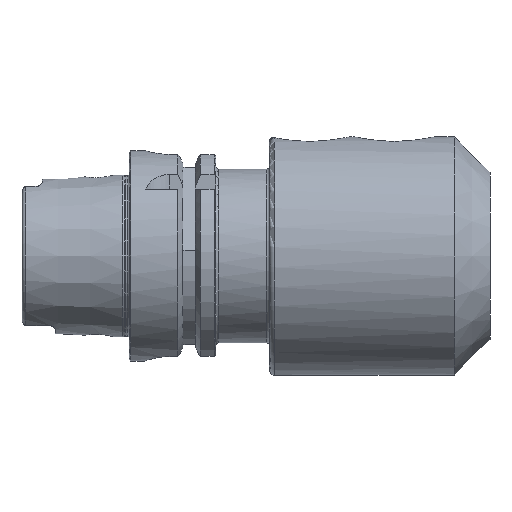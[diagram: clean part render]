
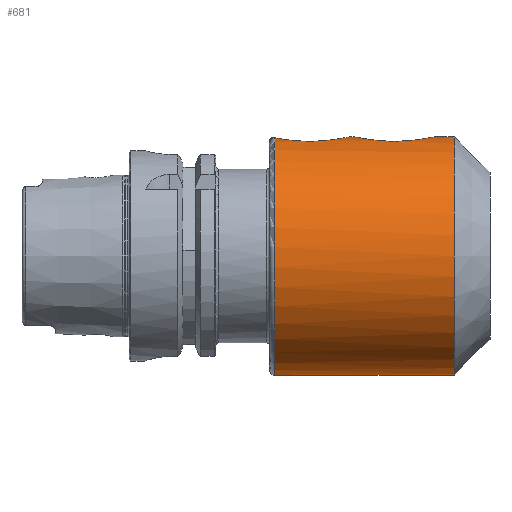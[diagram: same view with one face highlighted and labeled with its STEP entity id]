
A CAD part, front view. The second image highlights one B-rep face of the part: STEP entity #681.
In plain terms, the highlighted cylindrical face has radius 35.725 mm (diameter 71.45 mm), a full revolution.
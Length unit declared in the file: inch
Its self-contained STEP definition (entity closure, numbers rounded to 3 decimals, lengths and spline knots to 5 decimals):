
#135=CARTESIAN_POINT('',(1.71354,-0.2018,1.39195));
#136=VERTEX_POINT('',#135);
#137=CARTESIAN_POINT('',(1.71354,0.2018,1.39195));
#138=VERTEX_POINT('',#137);
#158=CARTESIAN_POINT('',(1.71354,0.0,0.0));
#159=DIRECTION('',(-1.0,0.0,0.0));
#160=DIRECTION('',(0.0,0.0,-1.0));
#161=AXIS2_PLACEMENT_3D('',#158,#159,#160);
#162=CIRCLE('',#161,1.4065);
#163=EDGE_CURVE('',#138,#136,#162,.T.);
#185=CARTESIAN_POINT('',(2.6075,0.,1.4065));
#186=VERTEX_POINT('',#185);
#187=CARTESIAN_POINT('',(2.6075,0.,1.4065));
#188=CARTESIAN_POINT('',(2.6075,-0.02836,1.4065));
#189=CARTESIAN_POINT('',(2.60351,-0.05704,1.40562));
#190=CARTESIAN_POINT('',(2.58775,-0.11279,1.40225));
#191=CARTESIAN_POINT('',(2.57598,-0.13987,1.39976));
#192=CARTESIAN_POINT('',(2.53119,-0.21587,1.39077));
#193=CARTESIAN_POINT('',(2.4882,-0.25952,1.38275));
#194=CARTESIAN_POINT('',(2.39898,-0.32319,1.36923));
#195=CARTESIAN_POINT('',(2.34688,-0.3489,1.36265));
#196=CARTESIAN_POINT('',(2.23675,-0.38256,1.35359));
#197=CARTESIAN_POINT('',(2.17871,-0.39048,1.35121));
#198=CARTESIAN_POINT('',(2.07129,-0.39048,1.35121));
#199=CARTESIAN_POINT('',(2.01325,-0.38256,1.35359));
#200=CARTESIAN_POINT('',(1.90312,-0.3489,1.36265));
#201=CARTESIAN_POINT('',(1.85102,-0.32319,1.36923));
#202=CARTESIAN_POINT('',(1.77324,-0.26768,1.38102));
#203=CARTESIAN_POINT('',(1.74032,-0.23707,1.38683));
#204=CARTESIAN_POINT('',(1.71354,-0.2018,1.39195));
#205=B_SPLINE_CURVE_WITH_KNOTS('',3,(#187,#188,#189,#190,#191,#192,#193,#194,#195,#196,#197,#198,#199,#200,#201,#202,#203,#204),.UNSPECIFIED.,.F.,.U.,(4,2,2,2,2,2,2,2,4),(8.41541,8.63154,8.84766,9.2799,9.6892,10.0985,10.50779,10.91709,11.24148),.UNSPECIFIED.);
#206=EDGE_CURVE('',#186,#136,#205,.T.);
#208=CARTESIAN_POINT('',(1.71354,0.2018,1.39195));
#209=CARTESIAN_POINT('',(1.74032,0.23707,1.38683));
#210=CARTESIAN_POINT('',(1.77324,0.26768,1.38102));
#211=CARTESIAN_POINT('',(1.85102,0.32319,1.36923));
#212=CARTESIAN_POINT('',(1.90312,0.3489,1.36265));
#213=CARTESIAN_POINT('',(2.01325,0.38256,1.35359));
#214=CARTESIAN_POINT('',(2.07129,0.39048,1.35121));
#215=CARTESIAN_POINT('',(2.125,0.39048,1.35121));
#216=CARTESIAN_POINT('',(2.17871,0.39048,1.35121));
#217=CARTESIAN_POINT('',(2.23675,0.38256,1.35359));
#218=CARTESIAN_POINT('',(2.34688,0.3489,1.36265));
#219=CARTESIAN_POINT('',(2.39898,0.32319,1.36923));
#220=CARTESIAN_POINT('',(2.4882,0.25952,1.38275));
#221=CARTESIAN_POINT('',(2.53119,0.21587,1.39077));
#222=CARTESIAN_POINT('',(2.57598,0.13987,1.39976));
#223=CARTESIAN_POINT('',(2.58775,0.11279,1.40225));
#224=CARTESIAN_POINT('',(2.60351,0.05704,1.40562));
#225=CARTESIAN_POINT('',(2.6075,0.02836,1.4065));
#226=CARTESIAN_POINT('',(2.6075,0.,1.4065));
#227=B_SPLINE_CURVE_WITH_KNOTS('',3,(#208,#209,#210,#211,#212,#213,#214,#215,#216,#217,#218,#219,#220,#221,#222,#223,#224,#225,#226),.UNSPECIFIED.,.F.,.U.,(4,2,2,3,2,2,2,2,4),(5.58935,5.91374,6.32303,6.73233,7.14163,7.55093,7.98317,8.19929,8.41541),.UNSPECIFIED.);
#228=EDGE_CURVE('',#138,#186,#227,.T.);
#510=CARTESIAN_POINT('',(3.6075,0.,1.4065));
#511=VERTEX_POINT('',#510);
#512=CARTESIAN_POINT('',(2.6425,0.,1.4065));
#513=VERTEX_POINT('',#512);
#514=CARTESIAN_POINT('',(3.6075,0.,1.4065));
#515=CARTESIAN_POINT('',(3.6075,-0.02836,1.4065));
#516=CARTESIAN_POINT('',(3.60351,-0.05704,1.40562));
#517=CARTESIAN_POINT('',(3.58775,-0.11279,1.40225));
#518=CARTESIAN_POINT('',(3.57598,-0.13987,1.39976));
#519=CARTESIAN_POINT('',(3.53119,-0.21587,1.39077));
#520=CARTESIAN_POINT('',(3.4882,-0.25952,1.38275));
#521=CARTESIAN_POINT('',(3.39898,-0.32319,1.36923));
#522=CARTESIAN_POINT('',(3.34688,-0.3489,1.36265));
#523=CARTESIAN_POINT('',(3.23675,-0.38256,1.35359));
#524=CARTESIAN_POINT('',(3.17871,-0.39048,1.35121));
#525=CARTESIAN_POINT('',(3.07129,-0.39048,1.35121));
#526=CARTESIAN_POINT('',(3.01325,-0.38256,1.35359));
#527=CARTESIAN_POINT('',(2.90312,-0.3489,1.36265));
#528=CARTESIAN_POINT('',(2.85102,-0.32319,1.36923));
#529=CARTESIAN_POINT('',(2.7618,-0.25952,1.38275));
#530=CARTESIAN_POINT('',(2.71881,-0.21587,1.39077));
#531=CARTESIAN_POINT('',(2.67402,-0.13987,1.39976));
#532=CARTESIAN_POINT('',(2.66225,-0.11279,1.40225));
#533=CARTESIAN_POINT('',(2.64649,-0.05704,1.40562));
#534=CARTESIAN_POINT('',(2.6425,-0.02836,1.4065));
#535=CARTESIAN_POINT('',(2.6425,0.,1.4065));
#536=B_SPLINE_CURVE_WITH_KNOTS('',3,(#514,#515,#516,#517,#518,#519,#520,#521,#522,#523,#524,#525,#526,#527,#528,#529,#530,#531,#532,#533,#534,#535),.UNSPECIFIED.,.F.,.U.,(4,2,2,2,2,2,2,2,2,2,4),(1.68308,1.8992,2.11533,2.54757,2.95687,3.36617,3.77546,4.18476,4.617,4.83313,5.04925),.UNSPECIFIED.);
#537=EDGE_CURVE('',#511,#513,#536,.T.);
#539=CARTESIAN_POINT('',(2.6425,0.0,1.4065));
#540=CARTESIAN_POINT('',(2.6425,0.02836,1.4065));
#541=CARTESIAN_POINT('',(2.64649,0.05704,1.40562));
#542=CARTESIAN_POINT('',(2.66225,0.11279,1.40225));
#543=CARTESIAN_POINT('',(2.67402,0.13987,1.39976));
#544=CARTESIAN_POINT('',(2.71881,0.21587,1.39077));
#545=CARTESIAN_POINT('',(2.7618,0.25952,1.38275));
#546=CARTESIAN_POINT('',(2.85102,0.32319,1.36923));
#547=CARTESIAN_POINT('',(2.90312,0.3489,1.36265));
#548=CARTESIAN_POINT('',(3.01325,0.38256,1.35359));
#549=CARTESIAN_POINT('',(3.07129,0.39048,1.35121));
#550=CARTESIAN_POINT('',(3.125,0.39048,1.35121));
#551=CARTESIAN_POINT('',(3.17871,0.39048,1.35121));
#552=CARTESIAN_POINT('',(3.23675,0.38256,1.35359));
#553=CARTESIAN_POINT('',(3.34688,0.3489,1.36265));
#554=CARTESIAN_POINT('',(3.39898,0.32319,1.36923));
#555=CARTESIAN_POINT('',(3.4882,0.25952,1.38275));
#556=CARTESIAN_POINT('',(3.53119,0.21587,1.39077));
#557=CARTESIAN_POINT('',(3.57598,0.13987,1.39976));
#558=CARTESIAN_POINT('',(3.58775,0.11279,1.40225));
#559=CARTESIAN_POINT('',(3.60351,0.05704,1.40562));
#560=CARTESIAN_POINT('',(3.6075,0.02836,1.4065));
#561=CARTESIAN_POINT('',(3.6075,0.,1.4065));
#562=B_SPLINE_CURVE_WITH_KNOTS('',3,(#539,#540,#541,#542,#543,#544,#545,#546,#547,#548,#549,#550,#551,#552,#553,#554,#555,#556,#557,#558,#559,#560,#561),.UNSPECIFIED.,.F.,.U.,(4,2,2,2,2,3,2,2,2,2,4),(5.04925,5.26537,5.48149,5.91374,6.32303,6.73233,7.14163,7.55093,7.98317,8.19929,8.41541),.UNSPECIFIED.);
#563=EDGE_CURVE('',#513,#511,#562,.T.);
#656=CARTESIAN_POINT('',(3.04,0.0,0.0));
#657=DIRECTION('',(1.0,0.0,0.0));
#658=DIRECTION('',(0.0,1.0,0.0));
#659=AXIS2_PLACEMENT_3D('',#656,#657,#658);
#660=CYLINDRICAL_SURFACE('',#659,1.4065);
#661=ORIENTED_EDGE('',*,*,#163,.F.);
#662=ORIENTED_EDGE('',*,*,#228,.T.);
#663=ORIENTED_EDGE('',*,*,#206,.T.);
#664=EDGE_LOOP('',(#661,#662,#663));
#665=FACE_OUTER_BOUND('',#664,.T.);
#666=ORIENTED_EDGE('',*,*,#537,.T.);
#667=ORIENTED_EDGE('',*,*,#563,.T.);
#668=EDGE_LOOP('',(#666,#667));
#669=FACE_BOUND('',#668,.T.);
#670=CARTESIAN_POINT('',(3.83,1.4065,0.0));
#671=VERTEX_POINT('',#670);
#672=CARTESIAN_POINT('',(3.83,0.0,0.0));
#673=DIRECTION('',(1.0,0.0,0.0));
#674=DIRECTION('',(0.0,1.0,0.0));
#675=AXIS2_PLACEMENT_3D('',#672,#673,#674);
#676=CIRCLE('',#675,1.4065);
#677=EDGE_CURVE('',#671,#671,#676,.T.);
#678=ORIENTED_EDGE('',*,*,#677,.F.);
#679=EDGE_LOOP('',(#678));
#680=FACE_BOUND('',#679,.T.);
#681=ADVANCED_FACE('',(#665,#669,#680),#660,.T.);
